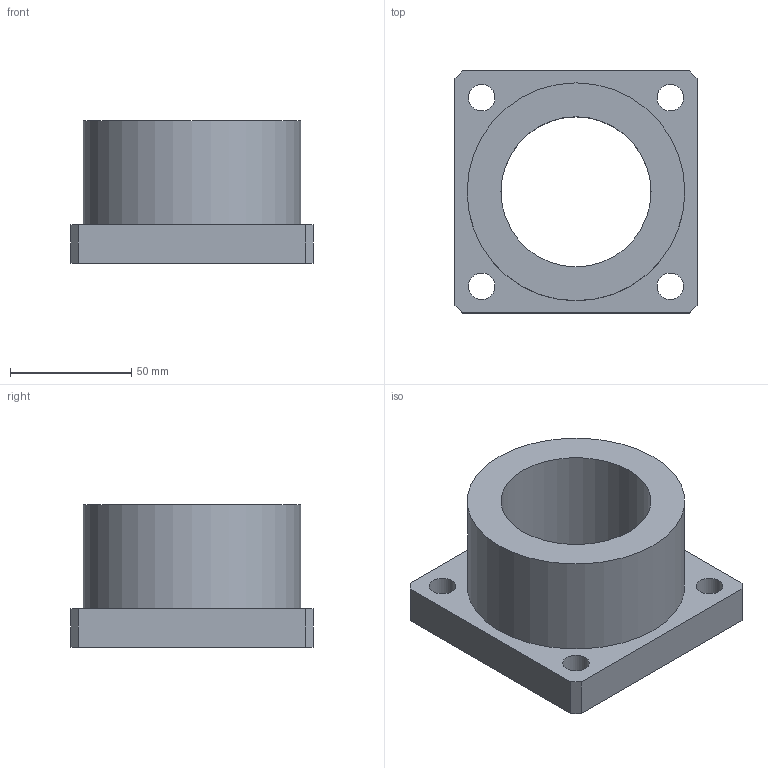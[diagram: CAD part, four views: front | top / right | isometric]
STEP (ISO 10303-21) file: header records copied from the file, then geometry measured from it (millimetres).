
FILE_DESCRIPTION( ( 'STEP AP214' ), '1' );
FILE_NAME( 'FAG-40_2_14a.stp', ' ', ( ' ' ), ( ' ' ), 'PSStep 15.0.47', 'PARTsolutions', ' ' );
FILE_SCHEMA( ( 'AUTOMOTIVE_DESIGN { 1 0 10303 214 1 1 1 1 }' ) );
Length unit declared in the file: millimetre
Products named in the file (1): HI_FAG-40
Bounding box: 100 x 100 x 59 mm (x, y, z)
Volume: 244164.1 mm3; surface area: 45453.6 mm2
Topology: 1 solids, 1 shells, 19 faces, 46 edges, 31 vertices
Faces by surface type: plane 12, cylinder 7
Full cylindrical faces by diameter (mm): 11 x4, 62 x1, 79 x1, 90 x1
Entity records: 706 total; most frequent: DIRECTION 92, CARTESIAN_POINT 88, ORIENTED_EDGE 76, EDGE_LOOP 38, EDGE_CURVE 38, AXIS2_PLACEMENT_3D 34, VERTEX_POINT 30, FACE_OUTER_BOUND 26
